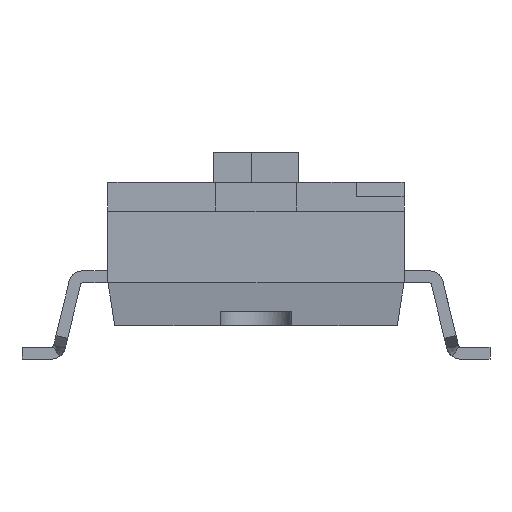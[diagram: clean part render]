
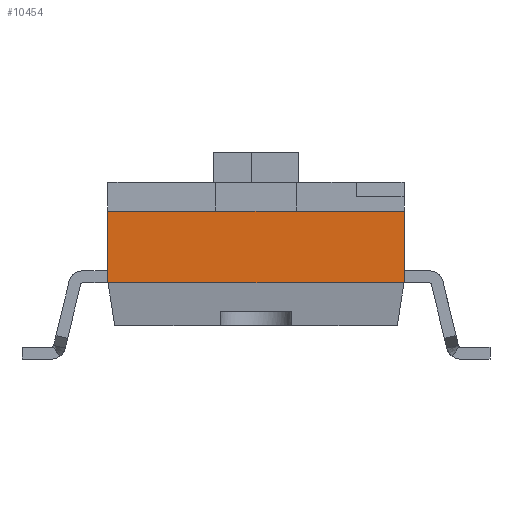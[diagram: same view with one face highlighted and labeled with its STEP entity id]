
A CAD part, left-side view. The second image highlights one B-rep face of the part: STEP entity #10454.
In plain terms, the highlighted free-form (B-spline) face has degree [1, 1] with [2, 2] control points.
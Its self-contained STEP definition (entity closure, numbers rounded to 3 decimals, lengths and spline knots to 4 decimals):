
#10454=ADVANCED_FACE('',(#11236),#45997,.T.);
#11236=FACE_OUTER_BOUND('',#12023,.T.);
#12023=EDGE_LOOP('',(#13268,#13269,#13270,#13271));
#13268=ORIENTED_EDGE('',*,*,#30588,.T.);
#13269=ORIENTED_EDGE('',*,*,#30589,.T.);
#13270=ORIENTED_EDGE('',*,*,#30590,.T.);
#13271=ORIENTED_EDGE('',*,*,#30591,.T.);
#17598=PCURVE('',#45997,#21928);
#17599=PCURVE('',#45997,#21929);
#17600=PCURVE('',#45997,#21930);
#17601=PCURVE('',#45997,#21931);
#21928=DEFINITIONAL_REPRESENTATION('',(#35255),#78369);
#21929=DEFINITIONAL_REPRESENTATION('',(#35257),#78369);
#21930=DEFINITIONAL_REPRESENTATION('',(#35259),#78369);
#21931=DEFINITIONAL_REPRESENTATION('',(#35261),#78369);
#26258=SURFACE_CURVE('',#35254,(#17598),.PCURVE_S1.);
#26259=SURFACE_CURVE('',#35256,(#17599),.PCURVE_S1.);
#26260=SURFACE_CURVE('',#35258,(#17600),.PCURVE_S1.);
#26261=SURFACE_CURVE('',#35260,(#17601),.PCURVE_S1.);
#30588=EDGE_CURVE('',#42099,#42100,#26258,.T.);
#30589=EDGE_CURVE('',#42100,#42101,#26259,.T.);
#30590=EDGE_CURVE('',#42101,#42102,#26260,.T.);
#30591=EDGE_CURVE('',#42102,#42099,#26261,.T.);
#35254=B_SPLINE_CURVE_WITH_KNOTS('',1,(#50064,#50065),.UNSPECIFIED.,.F.,
 .F.,(2,2),(-1.5,0.),.UNSPECIFIED.);
#35255=B_SPLINE_CURVE_WITH_KNOTS('',1,(#50066,#50067),.UNSPECIFIED.,.F.,
 .F.,(2,2),(-1.5,0.),.UNSPECIFIED.);
#35256=B_SPLINE_CURVE_WITH_KNOTS('',1,(#50068,#50069),.UNSPECIFIED.,.F.,
 .F.,(2,2),(-6.2,0.),.UNSPECIFIED.);
#35257=B_SPLINE_CURVE_WITH_KNOTS('',1,(#50070,#50071),.UNSPECIFIED.,.F.,
 .F.,(2,2),(-6.2,0.),.UNSPECIFIED.);
#35258=B_SPLINE_CURVE_WITH_KNOTS('',1,(#50072,#50073),.UNSPECIFIED.,.F.,
 .F.,(2,2),(0.,1.5),.UNSPECIFIED.);
#35259=B_SPLINE_CURVE_WITH_KNOTS('',1,(#50074,#50075),.UNSPECIFIED.,.F.,
 .F.,(2,2),(0.,1.5),.UNSPECIFIED.);
#35260=B_SPLINE_CURVE_WITH_KNOTS('',1,(#50076,#50077,#50078,#50079),
 .UNSPECIFIED.,.F.,.F.,(2,1,1,2),(-6.2,-3.95,-2.25,
0.),.UNSPECIFIED.);
#35261=B_SPLINE_CURVE_WITH_KNOTS('',1,(#50080,#50081,#50082,#50083),
 .UNSPECIFIED.,.F.,.F.,(2,1,1,2),(-6.2,-3.95,-2.25,
0.),.UNSPECIFIED.);
#42099=VERTEX_POINT('',#50060);
#42100=VERTEX_POINT('',#50061);
#42101=VERTEX_POINT('',#50062);
#42102=VERTEX_POINT('',#50063);
#45997=B_SPLINE_SURFACE_WITH_KNOTS('',1,1,((#50056,#50057),(#50058,#50059)),
 .UNSPECIFIED.,.F.,.F.,.F.,(2,2),(2,2),(-7.4556,-0.0084),(0.0084,
1.8156),.UNSPECIFIED.);
#50056=CARTESIAN_POINT('',(-1.74,8.3164,1.4471));
#50057=CARTESIAN_POINT('',(-1.74,8.3164,3.2543));
#50058=CARTESIAN_POINT('',(-1.74,0.8692,1.4471));
#50059=CARTESIAN_POINT('',(-1.74,0.8692,3.2543));
#50060=CARTESIAN_POINT('',(-1.74,7.6928,3.1007));
#50061=CARTESIAN_POINT('',(-1.74,7.6928,1.6007));
#50062=CARTESIAN_POINT('',(-1.74,1.4928,1.6007));
#50063=CARTESIAN_POINT('',(-1.74,1.4928,3.1007));
#50064=CARTESIAN_POINT('',(-1.74,7.6928,3.1007));
#50065=CARTESIAN_POINT('',(-1.74,7.6928,1.6007));
#50066=CARTESIAN_POINT('',(-6.832,1.662));
#50067=CARTESIAN_POINT('',(-6.832,0.162));
#50068=CARTESIAN_POINT('',(-1.74,7.6928,1.6007));
#50069=CARTESIAN_POINT('',(-1.74,1.4928,1.6007));
#50070=CARTESIAN_POINT('',(-6.832,0.162));
#50071=CARTESIAN_POINT('',(-0.632,0.162));
#50072=CARTESIAN_POINT('',(-1.74,1.4928,1.6007));
#50073=CARTESIAN_POINT('',(-1.74,1.4928,3.1007));
#50074=CARTESIAN_POINT('',(-0.632,0.162));
#50075=CARTESIAN_POINT('',(-0.632,1.662));
#50076=CARTESIAN_POINT('',(-1.74,1.4928,3.1007));
#50077=CARTESIAN_POINT('',(-1.74,3.7428,3.1007));
#50078=CARTESIAN_POINT('',(-1.74,5.4428,3.1007));
#50079=CARTESIAN_POINT('',(-1.74,7.6928,3.1007));
#50080=CARTESIAN_POINT('',(-0.632,1.662));
#50081=CARTESIAN_POINT('',(-2.882,1.662));
#50082=CARTESIAN_POINT('',(-4.582,1.662));
#50083=CARTESIAN_POINT('',(-6.832,1.662));
#78369=(
GEOMETRIC_REPRESENTATION_CONTEXT(2)
PARAMETRIC_REPRESENTATION_CONTEXT()
REPRESENTATION_CONTEXT('pspace','')
);
